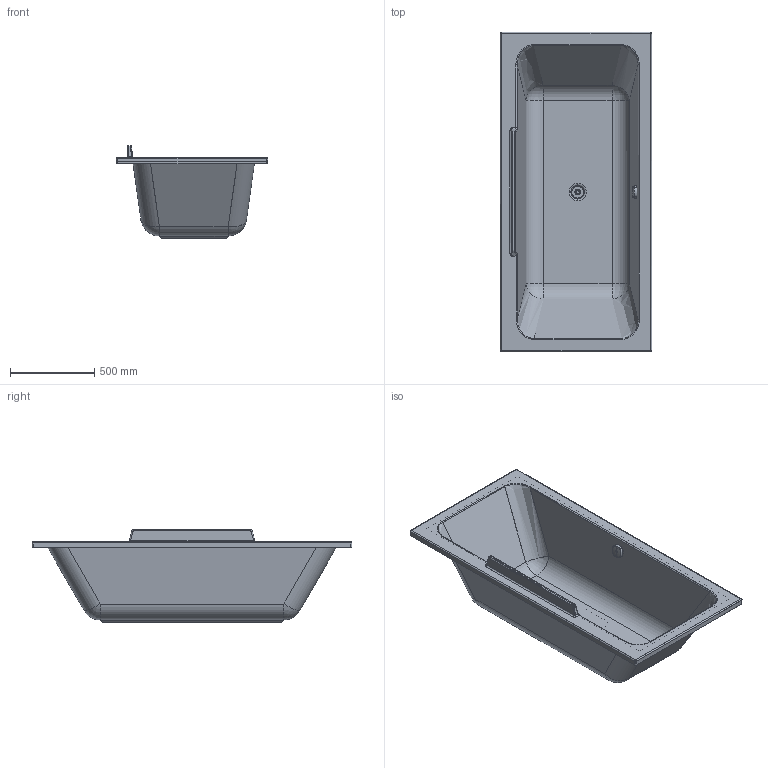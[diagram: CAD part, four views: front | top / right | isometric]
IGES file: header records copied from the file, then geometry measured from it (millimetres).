
Global section: file name: No Iges File Name specified; native system: Autodesk Inventor 2011; preprocessor: AutoDesk Inventor Iges Exporter R2011; author: Administrator; date: 20130527.160702; units: millimetre
Bounding box: 901.13 x 1900.53 x 552.5 mm (x, y, z)
Volume: 27391079 mm3; surface area: 8219261.4 mm2
Topology: 5 solids, 5 shells, 377 faces, 950 edges, 565 vertices
Faces by surface type: plane 158, revolution 105, cylinder 46, bspline 44, sphere 10, cone 8, torus 6
